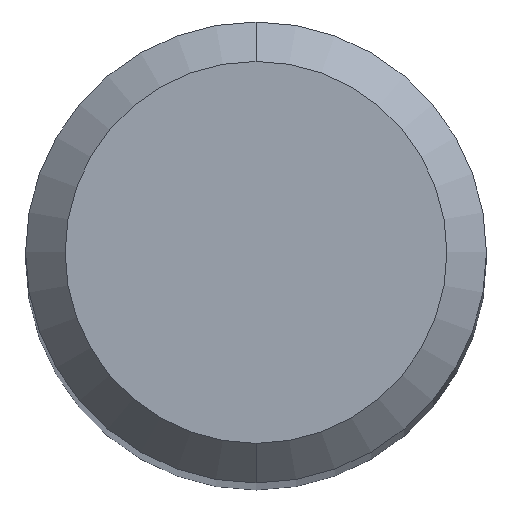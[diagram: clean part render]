
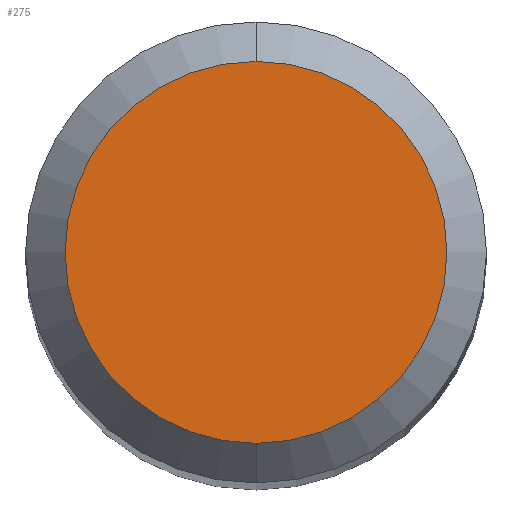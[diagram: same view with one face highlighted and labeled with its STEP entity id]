
A CAD part, top view. The second image highlights one B-rep face of the part: STEP entity #275.
In plain terms, the highlighted planar face has unit normal (0, 0, 1).
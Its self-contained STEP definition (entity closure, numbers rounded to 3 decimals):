
#135=EDGE_CURVE('',#309,#305,#350,.T.);
#275=ADVANCED_FACE('',(#509),#510,.T.);
#305=VERTEX_POINT('',#545);
#309=VERTEX_POINT('',#549);
#311=EDGE_CURVE('',#305,#309,#551,.T.);
#350=CIRCLE('',#588,1.45);
#509=FACE_OUTER_BOUND('',#790,.T.);
#510=PLANE('',#791);
#545=CARTESIAN_POINT('',(0.0,1.45,0.0));
#549=CARTESIAN_POINT('',(0.,-1.45,0.0));
#551=CIRCLE('',#844,1.45);
#588=AXIS2_PLACEMENT_3D('',#867,#868,#869);
#790=EDGE_LOOP('',(#1072,#1073));
#791=AXIS2_PLACEMENT_3D('',#1074,#1075,#1076);
#844=AXIS2_PLACEMENT_3D('',#1135,#1136,#1137);
#867=CARTESIAN_POINT('',(0.0,0.0,0.0));
#868=DIRECTION('',(0.0,0.0,-1.0));
#869=DIRECTION('',(0.0,1.0,0.0));
#1072=ORIENTED_EDGE('',*,*,#311,.F.);
#1073=ORIENTED_EDGE('',*,*,#135,.F.);
#1074=CARTESIAN_POINT('',(0.0,0.725,0.0));
#1075=DIRECTION('',(-0.0,0.0,1.0));
#1076=DIRECTION('',(0.0,-1.0,0.0));
#1135=CARTESIAN_POINT('',(0.0,0.0,0.0));
#1136=DIRECTION('',(0.0,0.0,-1.0));
#1137=DIRECTION('',(0.0,1.0,0.0));
